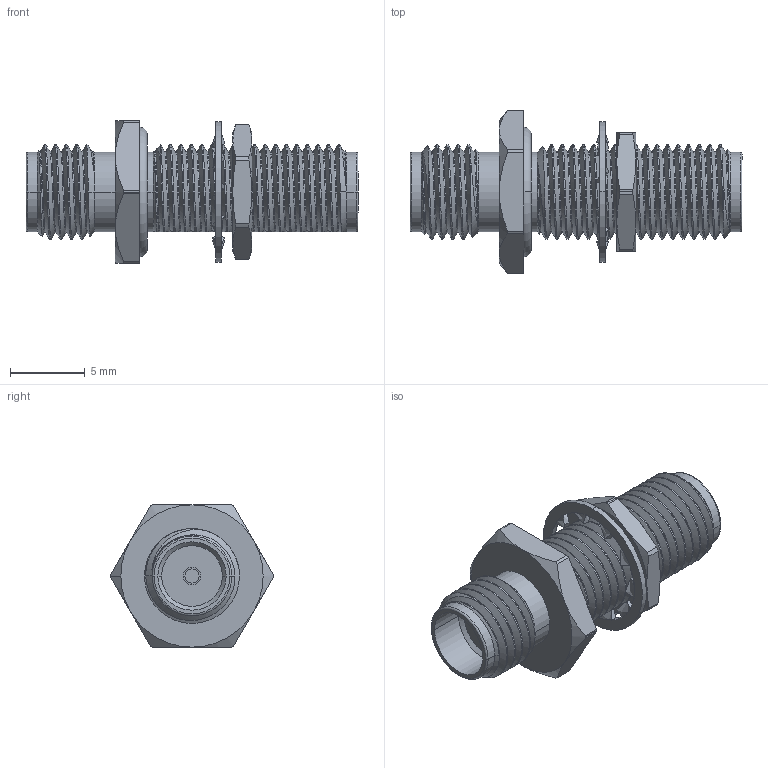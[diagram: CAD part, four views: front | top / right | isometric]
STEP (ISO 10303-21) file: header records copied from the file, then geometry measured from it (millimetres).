
FILE_DESCRIPTION (( 'STEP AP203' ), '1' );
FILE_NAME ('PE9620.step', '2018-04-20T18:01:47', ( '' ), ( '' ), 'SwSTEP 2.0', 'SolidWorks 2017', '' );
FILE_SCHEMA (( 'CONFIG_CONTROL_DESIGN' ));
Products named in the file (1): PE9620
Bounding box: 22.23 x 10.88 x 9.53 mm (x, y, z)
Volume: 625.5 mm3; surface area: 1253.5 mm2
Topology: 6 solids, 6 shells, 316 faces, 896 edges, 597 vertices
Faces by surface type: cylinder 119, bspline 103, plane 45, cone 41, torus 8
Entity records: 40111 total; most frequent: CARTESIAN_POINT 33077, ORIENTED_EDGE 1792, DIRECTION 1071, EDGE_CURVE 896, VERTEX_POINT 597, AXIS2_PLACEMENT_3D 407, EDGE_LOOP 331, ADVANCED_FACE 316
